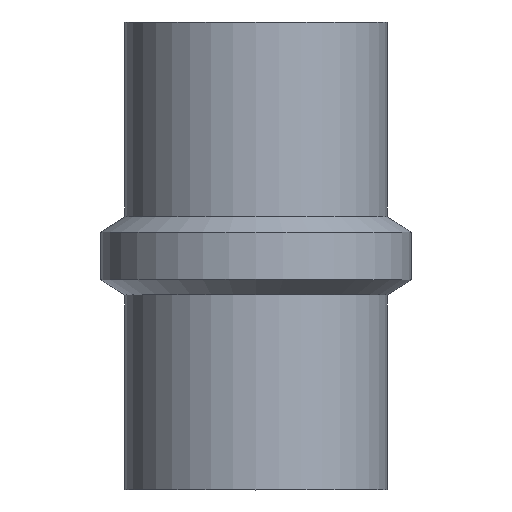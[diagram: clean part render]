
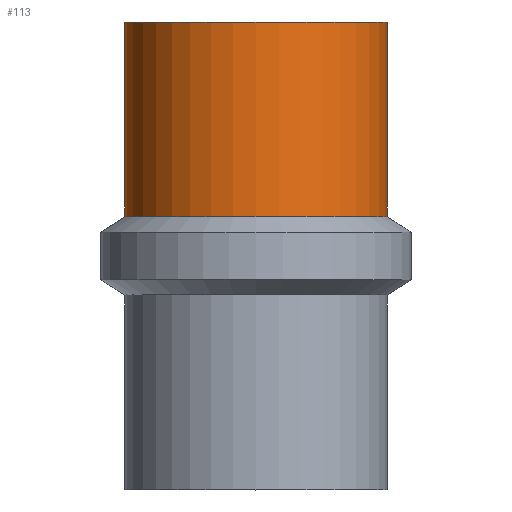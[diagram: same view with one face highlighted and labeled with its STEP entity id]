
A CAD part, top view. The second image highlights one B-rep face of the part: STEP entity #113.
In plain terms, the highlighted cylindrical face has radius 13.45 mm (diameter 26.899 mm), a full revolution.
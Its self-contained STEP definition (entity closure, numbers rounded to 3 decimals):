
#21=FACE_OUTER_BOUND('',#29,.T.);
#29=EDGE_LOOP('',(#81,#82,#83,#84));
#39=LINE('',#196,#45);
#45=VECTOR('',#157,13.45);
#51=CIRCLE('',#136,13.45);
#52=CIRCLE('',#137,13.45);
#59=VERTEX_POINT('',#193);
#60=VERTEX_POINT('',#195);
#67=EDGE_CURVE('',#59,#59,#51,.T.);
#68=EDGE_CURVE('',#59,#60,#39,.T.);
#69=EDGE_CURVE('',#60,#60,#52,.T.);
#81=ORIENTED_EDGE('',*,*,#67,.F.);
#82=ORIENTED_EDGE('',*,*,#68,.T.);
#83=ORIENTED_EDGE('',*,*,#69,.T.);
#84=ORIENTED_EDGE('',*,*,#68,.F.);
#109=CYLINDRICAL_SURFACE('',#135,13.45);
#113=ADVANCED_FACE('',(#21),#109,.T.);
#135=AXIS2_PLACEMENT_3D('',#192,#153,#154);
#136=AXIS2_PLACEMENT_3D('',#194,#155,#156);
#137=AXIS2_PLACEMENT_3D('',#197,#158,#159);
#153=DIRECTION('center_axis',(0.,-1.,0.));
#154=DIRECTION('ref_axis',(1.,0.,0.));
#155=DIRECTION('center_axis',(0.,-1.,0.));
#156=DIRECTION('ref_axis',(1.,0.,0.));
#157=DIRECTION('',(0.,1.,0.));
#158=DIRECTION('center_axis',(0.,-1.,0.));
#159=DIRECTION('ref_axis',(1.,0.,0.));
#192=CARTESIAN_POINT('Origin',(0.,38.102,0.));
#193=CARTESIAN_POINT('',(-13.45,28.102,0.));
#194=CARTESIAN_POINT('Origin',(0.,28.102,0.));
#195=CARTESIAN_POINT('',(-13.45,48.102,0.));
#196=CARTESIAN_POINT('',(-13.45,38.102,0.));
#197=CARTESIAN_POINT('Origin',(0.,48.102,0.));
